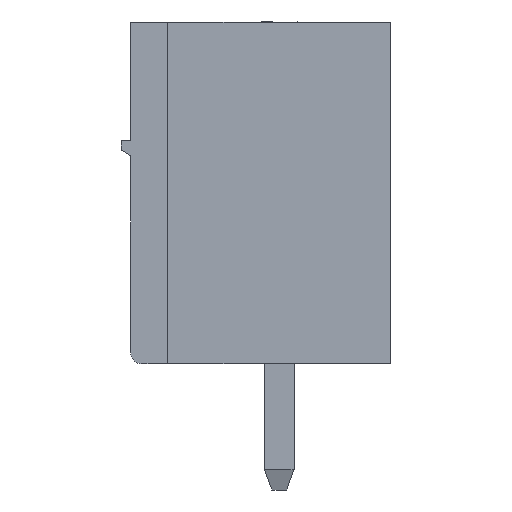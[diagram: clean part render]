
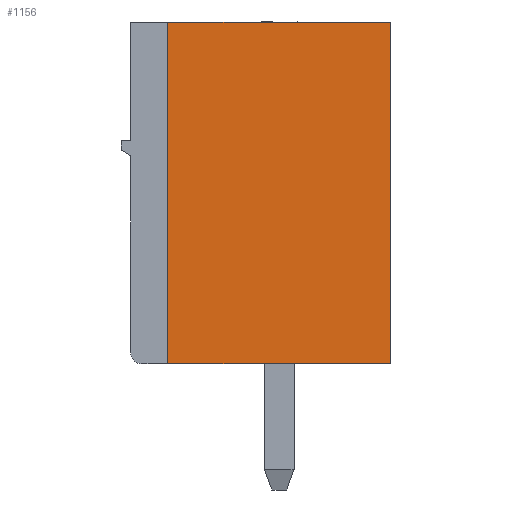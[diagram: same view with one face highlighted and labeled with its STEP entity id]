
A CAD part, left-side view. The second image highlights one B-rep face of the part: STEP entity #1156.
In plain terms, the highlighted planar face has unit normal (-1, 0, 0).
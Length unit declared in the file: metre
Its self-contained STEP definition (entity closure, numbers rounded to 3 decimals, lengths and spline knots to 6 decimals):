
#1156=ADVANCED_FACE('',(#2553),#2554,.F.);
#2553=FACE_OUTER_BOUND('',#4139,.T.);
#2554=PLANE('',#4140);
#4139=EDGE_LOOP('',(#7589,#7590,#7591,#7592));
#4140=AXIS2_PLACEMENT_3D('',#7593,#7594,#7595);
#7589=ORIENTED_EDGE('',*,*,#10464,.F.);
#7590=ORIENTED_EDGE('',*,*,#9263,.F.);
#7591=ORIENTED_EDGE('',*,*,#10465,.T.);
#7592=ORIENTED_EDGE('',*,*,#10466,.T.);
#7593=CARTESIAN_POINT('',(-1.091827,0.00386,0.000933));
#7594=DIRECTION('',(1.0,0.,0.));
#7595=DIRECTION('',(0.0,0.,1.0));
#9263=EDGE_CURVE('',#11060,#11051,#11062,.T.);
#10464=EDGE_CURVE('',#11051,#12891,#12892,.T.);
#10465=EDGE_CURVE('',#11060,#12893,#12894,.T.);
#10466=EDGE_CURVE('',#12893,#12891,#12895,.T.);
#11051=VERTEX_POINT('',#13637);
#11060=VERTEX_POINT('',#13651);
#11062=LINE('',#13654,#13655);
#12891=VERTEX_POINT('',#16319);
#12892=LINE('',#16320,#16321);
#12893=VERTEX_POINT('',#16322);
#12894=LINE('',#16323,#16324);
#12895=LINE('',#16325,#16326);
#13637=CARTESIAN_POINT('',(-1.091827,0.00386,0.000933));
#13651=CARTESIAN_POINT('',(-1.091827,0.00986,0.000933));
#13654=CARTESIAN_POINT('',(-1.091827,0.00386,0.000933));
#13655=VECTOR('',#17156,1.0);
#16319=CARTESIAN_POINT('',(-1.091827,0.00386,-0.008267));
#16320=CARTESIAN_POINT('',(-1.091827,0.00386,0.000933));
#16321=VECTOR('',#18211,1.0);
#16322=CARTESIAN_POINT('',(-1.091827,0.00986,-0.008267));
#16323=CARTESIAN_POINT('',(-1.091827,0.00986,0.000933));
#16324=VECTOR('',#18212,1.0);
#16325=CARTESIAN_POINT('',(-1.091827,0.00386,-0.008267));
#16326=VECTOR('',#18213,1.0);
#17156=DIRECTION('',(0.,-1.0,0.));
#18211=DIRECTION('',(0.,0.,-1.0));
#18212=DIRECTION('',(0.,0.,-1.0));
#18213=DIRECTION('',(0.,-1.0,0.));
